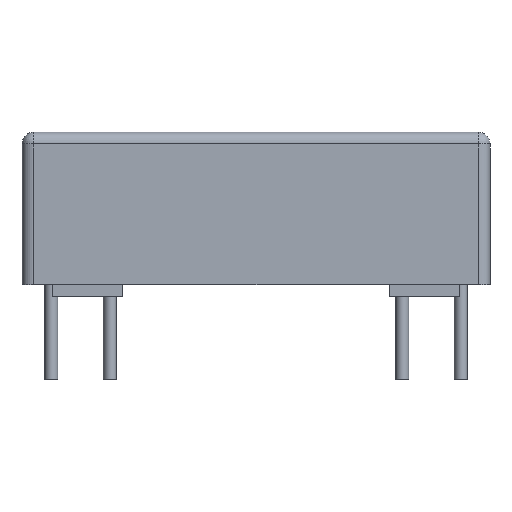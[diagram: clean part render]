
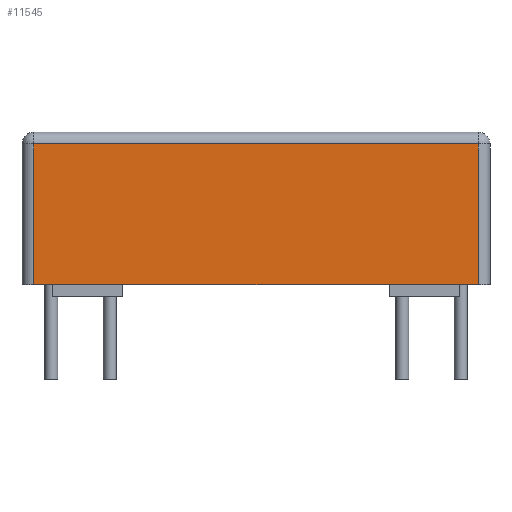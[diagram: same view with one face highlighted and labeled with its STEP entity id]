
A CAD part, front view. The second image highlights one B-rep face of the part: STEP entity #11545.
In plain terms, the highlighted planar face has unit normal (0, -1, 0).
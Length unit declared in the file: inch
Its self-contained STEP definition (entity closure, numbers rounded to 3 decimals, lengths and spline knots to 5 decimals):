
#11156=CARTESIAN_POINT('',(0.38,-0.113,0.1105));
#11157=VERTEX_POINT('',#11156);
#11189=CARTESIAN_POINT('',(-0.38,-0.113,0.1105));
#11190=VERTEX_POINT('',#11189);
#11215=CARTESIAN_POINT('',(-0.38,-0.113,-0.1305));
#11216=VERTEX_POINT('',#11215);
#11224=CARTESIAN_POINT('',(-0.38,-0.113,-0.1305));
#11225=DIRECTION('',(0.0,0.0,1.0));
#11226=VECTOR('',#11225,0.241);
#11227=LINE('',#11224,#11226);
#11228=EDGE_CURVE('',#11216,#11190,#11227,.T.);
#11246=CARTESIAN_POINT('',(-0.38,-0.113,0.1105));
#11247=DIRECTION('',(1.0,0.0,0.0));
#11248=VECTOR('',#11247,0.76);
#11249=LINE('',#11246,#11248);
#11250=EDGE_CURVE('',#11190,#11157,#11249,.T.);
#11279=CARTESIAN_POINT('',(0.38,-0.113,-0.1305));
#11280=VERTEX_POINT('',#11279);
#11297=CARTESIAN_POINT('',(0.38,-0.113,0.1105));
#11298=DIRECTION('',(0.0,0.0,-1.0));
#11299=VECTOR('',#11298,0.241);
#11300=LINE('',#11297,#11299);
#11301=EDGE_CURVE('',#11157,#11280,#11300,.T.);
#11503=CARTESIAN_POINT('',(-0.38,-0.113,-0.1305));
#11504=DIRECTION('',(1.0,0.0,0.0));
#11505=VECTOR('',#11504,0.76);
#11506=LINE('',#11503,#11505);
#11507=EDGE_CURVE('',#11216,#11280,#11506,.T.);
#11534=CARTESIAN_POINT('',(0.4,-0.113,0.0));
#11535=DIRECTION('',(0.0,-1.0,0.0));
#11536=DIRECTION('',(0.0,0.0,-1.0));
#11537=AXIS2_PLACEMENT_3D('',#11534,#11535,#11536);
#11538=PLANE('',#11537);
#11539=ORIENTED_EDGE('',*,*,#11228,.F.);
#11540=ORIENTED_EDGE('',*,*,#11507,.T.);
#11541=ORIENTED_EDGE('',*,*,#11301,.F.);
#11542=ORIENTED_EDGE('',*,*,#11250,.F.);
#11543=EDGE_LOOP('',(#11539,#11540,#11541,#11542));
#11544=FACE_OUTER_BOUND('',#11543,.T.);
#11545=ADVANCED_FACE('',(#11544),#11538,.T.);
